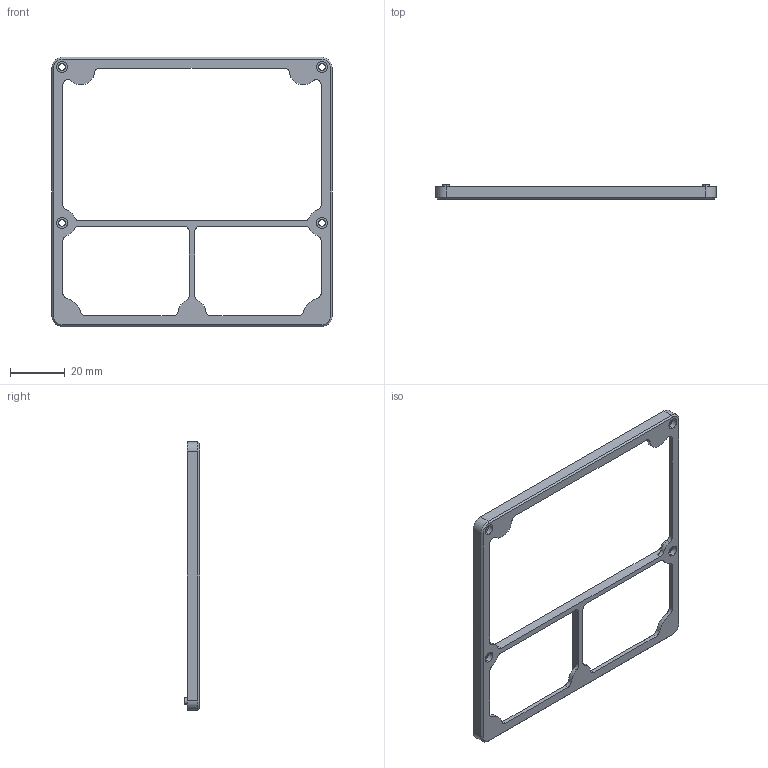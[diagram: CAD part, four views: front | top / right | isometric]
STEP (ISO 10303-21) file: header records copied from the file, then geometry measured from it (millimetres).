
FILE_DESCRIPTION (( 'STEP AP203' ), '1' );
FILE_NAME ('25c-p004 pcb baseplate.step', '2025-07-23T05:02:24', ( '' ), ( '' ), 'SwSTEP 2.0', 'SolidWorks 2024', '' );
FILE_SCHEMA (( 'CONFIG_CONTROL_DESIGN' ));
Length unit declared in the file: millimetre
Products named in the file (1): 25c-p004 pcb baseplate
Bounding box: 102.4 x 5.5 x 98.4 mm (x, y, z)
Volume: 5600.2 mm3; surface area: 8487.7 mm2
Topology: 1 solids, 1 shells, 164 faces, 457 edges, 302 vertices
Faces by surface type: cylinder 109, plane 51, cone 4
Entity records: 5464 total; most frequent: DIRECTION 1009, CARTESIAN_POINT 924, ORIENTED_EDGE 914, EDGE_CURVE 457, AXIS2_PLACEMENT_3D 387, VERTEX_POINT 302, VECTOR 235, LINE 235
